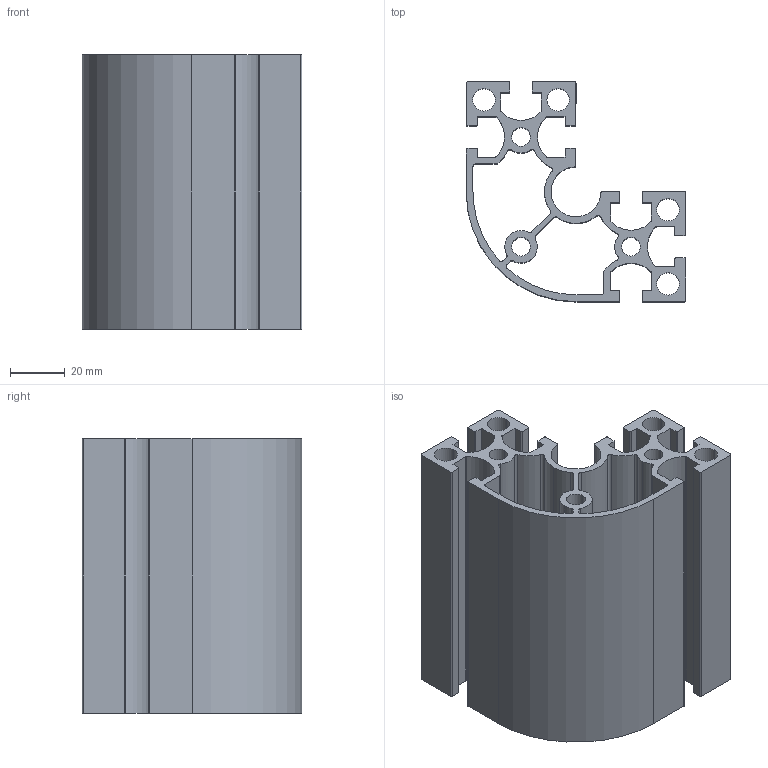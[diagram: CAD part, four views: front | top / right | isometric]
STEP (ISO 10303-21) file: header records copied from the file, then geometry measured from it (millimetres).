
FILE_DESCRIPTION (( 'STEP AP203' ), '1' );
FILE_NAME ('JL-8-8840GA.STEP', '2019-07-23T05:58:05', ( 'admin' ), ( '' ), 'SwSTEP 2.0', 'SolidWorks 2017', '' );
FILE_SCHEMA (( 'CONFIG_CONTROL_DESIGN' ));
Length unit declared in the file: millimetre
Products named in the file (1): JL-8-8840GA
Bounding box: 80 x 80 x 100 mm (x, y, z)
Volume: 141582.1 mm3; surface area: 97820.5 mm2
Topology: 1 solids, 1 shells, 314 faces, 909 edges, 606 vertices
Faces by surface type: plane 184, cylinder 102, bspline 28
Entity records: 11342 total; most frequent: CARTESIAN_POINT 2938, ORIENTED_EDGE 1818, DIRECTION 1631, EDGE_CURVE 909, VECTOR 649, LINE 649, VERTEX_POINT 606, AXIS2_PLACEMENT_3D 491
